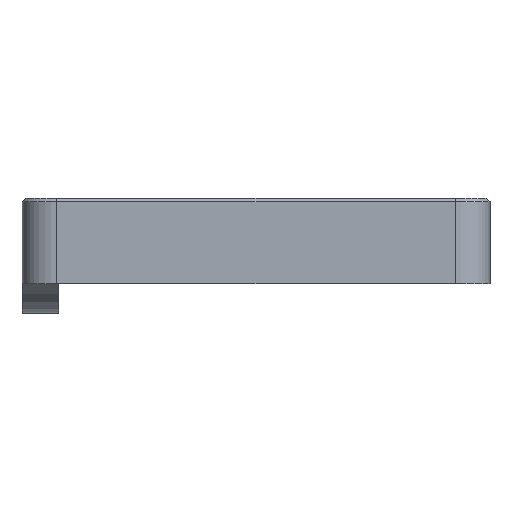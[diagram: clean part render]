
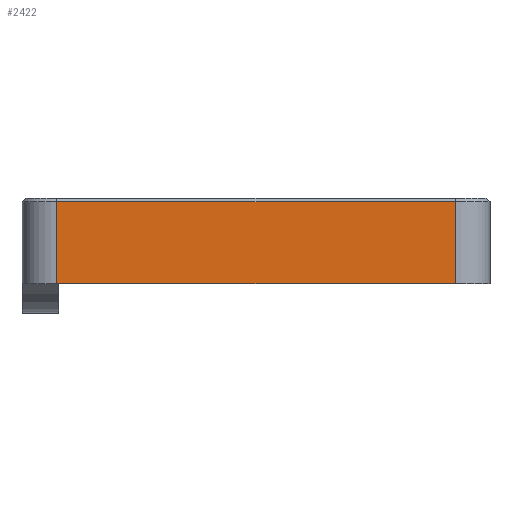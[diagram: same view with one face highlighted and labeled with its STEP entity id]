
A CAD part, left-side view. The second image highlights one B-rep face of the part: STEP entity #2422.
In plain terms, the highlighted planar face has unit normal (-1, 0, 0).
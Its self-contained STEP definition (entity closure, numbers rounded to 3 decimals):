
#124=PLANE('',#2685);
#263=FACE_OUTER_BOUND('',#423,.T.);
#423=EDGE_LOOP('',(#2230,#2231,#2232,#2233));
#505=LINE('',#3629,#735);
#597=LINE('',#3955,#827);
#603=LINE('',#3973,#833);
#653=LINE('',#4114,#883);
#735=VECTOR('',#2863,10.);
#827=VECTOR('',#3233,10.);
#833=VECTOR('',#3255,10.);
#883=VECTOR('',#3413,10.);
#1076=VERTEX_POINT('',#3626);
#1077=VERTEX_POINT('',#3628);
#1169=VERTEX_POINT('',#3945);
#1171=VERTEX_POINT('',#3951);
#1316=EDGE_CURVE('',#1076,#1077,#505,.T.);
#1474=EDGE_CURVE('',#1169,#1171,#597,.T.);
#1484=EDGE_CURVE('',#1169,#1077,#603,.T.);
#1553=EDGE_CURVE('',#1171,#1076,#653,.T.);
#2230=ORIENTED_EDGE('',*,*,#1474,.F.);
#2231=ORIENTED_EDGE('',*,*,#1484,.T.);
#2232=ORIENTED_EDGE('',*,*,#1316,.F.);
#2233=ORIENTED_EDGE('',*,*,#1553,.F.);
#2422=ADVANCED_FACE('',(#263),#124,.T.);
#2685=AXIS2_PLACEMENT_3D('',#4115,#3414,#3415);
#2863=DIRECTION('',(0.,1.,0.));
#3233=DIRECTION('',(0.,-1.,0.));
#3255=DIRECTION('',(0.,0.,-1.));
#3413=DIRECTION('',(0.,0.,-1.));
#3414=DIRECTION('center_axis',(-1.,0.,0.));
#3415=DIRECTION('ref_axis',(0.,1.,0.));
#3626=CARTESIAN_POINT('',(-5.379,-1.018,-3.5));
#3628=CARTESIAN_POINT('',(-5.379,58.682,-3.5));
#3629=CARTESIAN_POINT('',(-5.379,58.682,-3.5));
#3945=CARTESIAN_POINT('',(-5.379,58.682,8.8));
#3951=CARTESIAN_POINT('',(-5.379,-1.018,8.8));
#3955=CARTESIAN_POINT('',(-5.379,13.907,8.8));
#3973=CARTESIAN_POINT('',(-5.379,58.682,9.3));
#4114=CARTESIAN_POINT('',(-5.379,-1.018,9.3));
#4115=CARTESIAN_POINT('Origin',(-5.379,-1.018,9.3));
